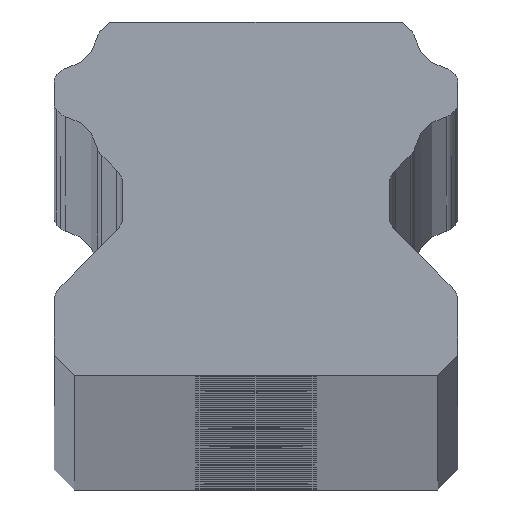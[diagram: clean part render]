
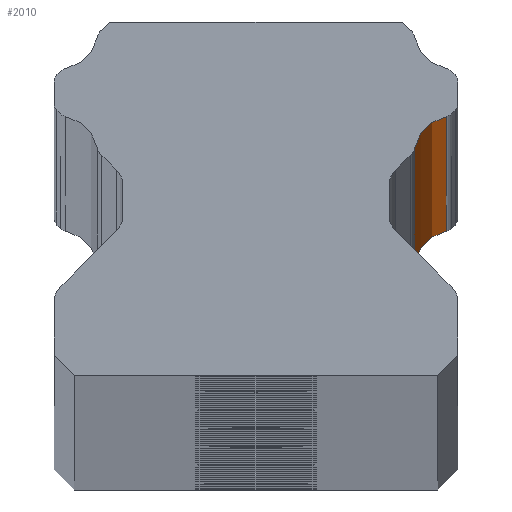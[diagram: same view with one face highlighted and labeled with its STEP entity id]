
A CAD part, top view. The second image highlights one B-rep face of the part: STEP entity #2010.
In plain terms, the highlighted cylindrical face has radius 2 mm (diameter 4 mm), a partial arc.
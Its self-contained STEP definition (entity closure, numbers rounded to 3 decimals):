
#102 = EDGE_CURVE ( 'NONE', #2332, #4719, #5900, .T. ) ;
#524 = ORIENTED_EDGE ( 'NONE', *, *, #5525, .T. ) ;
#700 = CARTESIAN_POINT ( 'NONE',  ( 9.811, -3.146, 1625. ) ) ;
#1026 = ORIENTED_EDGE ( 'NONE', *, *, #102, .F. ) ;
#1368 = CARTESIAN_POINT ( 'NONE',  ( 9.432, -1.182, -1625. ) ) ;
#1476 = CARTESIAN_POINT ( 'NONE',  ( 9.811, -3.146, -1625. ) ) ;
#2010 = ADVANCED_FACE ( 'NONE', ( #5017 ), #9500, .F. ) ;
#2086 = LINE ( 'NONE', #7067, #4722 ) ;
#2332 = VERTEX_POINT ( 'NONE', #7602 ) ;
#2346 = VERTEX_POINT ( 'NONE', #1368 ) ;
#2430 = AXIS2_PLACEMENT_3D ( 'NONE', #8045, #7304, #2684 ) ;
#2546 = CARTESIAN_POINT ( 'NONE',  ( 7.847, -2.767, -1625. ) ) ;
#2684 = DIRECTION ( 'NONE',  ( -1., 0., 0. ) ) ;
#3046 = LINE ( 'NONE', #7758, #5193 ) ;
#3707 = CARTESIAN_POINT ( 'NONE',  ( 9.432, -1.182, 1625. ) ) ;
#4076 = AXIS2_PLACEMENT_3D ( 'NONE', #1476, #6898, #7667 ) ;
#4719 = VERTEX_POINT ( 'NONE', #3707 ) ;
#4722 = VECTOR ( 'NONE', #5613, 1000. ) ;
#4939 = AXIS2_PLACEMENT_3D ( 'NONE', #700, #9194, #6915 ) ;
#5017 = FACE_OUTER_BOUND ( 'NONE', #5914, .T. ) ;
#5193 = VECTOR ( 'NONE', #6286, 1000. ) ;
#5206 = VERTEX_POINT ( 'NONE', #2546 ) ;
#5525 = EDGE_CURVE ( 'NONE', #2332, #5206, #2086, .T. ) ;
#5613 = DIRECTION ( 'NONE',  ( 0., 0., -1. ) ) ;
#5900 = CIRCLE ( 'NONE', #2430, 2. ) ;
#5914 = EDGE_LOOP ( 'NONE', ( #7435, #7059, #1026, #524 ) ) ;
#6286 = DIRECTION ( 'NONE',  ( 0., 0., -1. ) ) ;
#6898 = DIRECTION ( 'NONE',  ( 0., 0., -1. ) ) ;
#6915 = DIRECTION ( 'NONE',  ( -1., 0., 0. ) ) ;
#7012 = CIRCLE ( 'NONE', #4076, 2. ) ;
#7059 = ORIENTED_EDGE ( 'NONE', *, *, #8054, .F. ) ;
#7067 = CARTESIAN_POINT ( 'NONE',  ( 7.847, -2.767, 1625. ) ) ;
#7304 = DIRECTION ( 'NONE',  ( 0., 0., -1. ) ) ;
#7435 = ORIENTED_EDGE ( 'NONE', *, *, #9594, .T. ) ;
#7602 = CARTESIAN_POINT ( 'NONE',  ( 7.847, -2.767, 1625. ) ) ;
#7667 = DIRECTION ( 'NONE',  ( -1., 0., 0. ) ) ;
#7758 = CARTESIAN_POINT ( 'NONE',  ( 9.432, -1.182, 1625. ) ) ;
#8045 = CARTESIAN_POINT ( 'NONE',  ( 9.811, -3.146, 1625. ) ) ;
#8054 = EDGE_CURVE ( 'NONE', #4719, #2346, #3046, .T. ) ;
#9194 = DIRECTION ( 'NONE',  ( 0., 0., -1. ) ) ;
#9500 = CYLINDRICAL_SURFACE ( 'NONE', #4939, 2. ) ;
#9594 = EDGE_CURVE ( 'NONE', #5206, #2346, #7012, .T. ) ;
